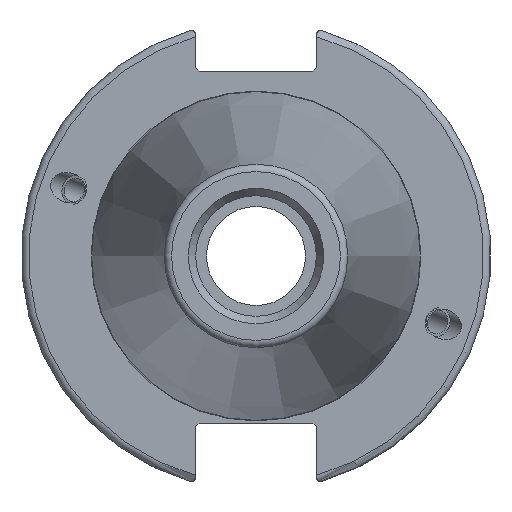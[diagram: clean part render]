
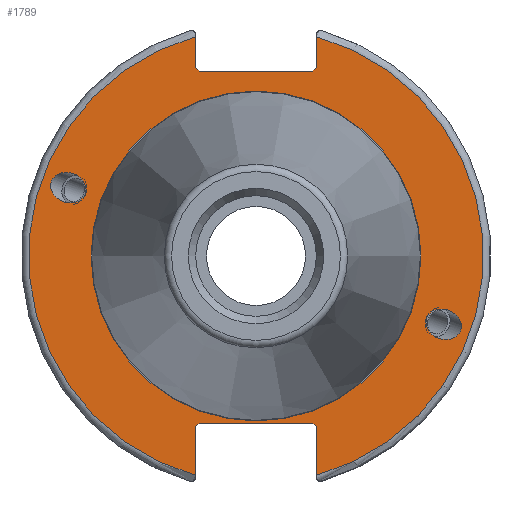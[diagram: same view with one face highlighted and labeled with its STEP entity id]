
A CAD part, left-side view. The second image highlights one B-rep face of the part: STEP entity #1789.
In plain terms, the highlighted planar face has unit normal (-1, 0, 0).
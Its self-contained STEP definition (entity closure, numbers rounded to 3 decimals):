
#39=ELLIPSE('',#1939,2.442,2.);
#48=ELLIPSE('',#1987,2.442,2.);
#60=FACE_BOUND('',#600,.T.);
#61=FACE_BOUND('',#601,.T.);
#62=FACE_BOUND('',#602,.T.);
#128=LINE('',#3328,#219);
#129=LINE('',#3330,#220);
#130=LINE('',#3332,#221);
#131=LINE('',#3334,#222);
#132=LINE('',#3336,#223);
#133=LINE('',#3340,#224);
#134=LINE('',#3342,#225);
#135=LINE('',#3344,#226);
#136=LINE('',#3346,#227);
#137=LINE('',#3347,#228);
#219=VECTOR('',#2408,10.);
#220=VECTOR('',#2409,10.);
#221=VECTOR('',#2410,10.);
#222=VECTOR('',#2411,10.);
#223=VECTOR('',#2412,10.);
#224=VECTOR('',#2415,10.);
#225=VECTOR('',#2416,10.);
#226=VECTOR('',#2417,10.);
#227=VECTOR('',#2418,10.);
#228=VECTOR('',#2419,10.);
#373=CIRCLE('',#1993,22.3);
#374=CIRCLE('',#1994,22.3);
#377=CIRCLE('',#1998,30.75);
#378=CIRCLE('',#1999,30.75);
#426=PLANE('',#1997);
#497=FACE_OUTER_BOUND('',#599,.T.);
#599=EDGE_LOOP('',(#1473,#1474,#1475,#1476,#1477,#1478,#1479,#1480,#1481,
#1482,#1483,#1484));
#600=EDGE_LOOP('',(#1485));
#601=EDGE_LOOP('',(#1486));
#602=EDGE_LOOP('',(#1487,#1488));
#774=VERTEX_POINT('',#3073);
#821=VERTEX_POINT('',#3304);
#825=VERTEX_POINT('',#3315);
#826=VERTEX_POINT('',#3317);
#828=VERTEX_POINT('',#3324);
#829=VERTEX_POINT('',#3325);
#830=VERTEX_POINT('',#3327);
#831=VERTEX_POINT('',#3329);
#832=VERTEX_POINT('',#3331);
#833=VERTEX_POINT('',#3333);
#834=VERTEX_POINT('',#3335);
#835=VERTEX_POINT('',#3337);
#836=VERTEX_POINT('',#3339);
#837=VERTEX_POINT('',#3341);
#838=VERTEX_POINT('',#3343);
#839=VERTEX_POINT('',#3345);
#995=EDGE_CURVE('',#774,#774,#39,.T.);
#1058=EDGE_CURVE('',#821,#821,#48,.T.);
#1063=EDGE_CURVE('',#825,#826,#373,.T.);
#1064=EDGE_CURVE('',#826,#825,#374,.T.);
#1067=EDGE_CURVE('',#828,#829,#377,.T.);
#1068=EDGE_CURVE('',#828,#830,#128,.T.);
#1069=EDGE_CURVE('',#831,#830,#129,.T.);
#1070=EDGE_CURVE('',#831,#832,#130,.T.);
#1071=EDGE_CURVE('',#833,#832,#131,.T.);
#1072=EDGE_CURVE('',#833,#834,#132,.T.);
#1073=EDGE_CURVE('',#835,#834,#378,.T.);
#1074=EDGE_CURVE('',#835,#836,#133,.T.);
#1075=EDGE_CURVE('',#837,#836,#134,.T.);
#1076=EDGE_CURVE('',#837,#838,#135,.T.);
#1077=EDGE_CURVE('',#839,#838,#136,.T.);
#1078=EDGE_CURVE('',#839,#829,#137,.T.);
#1473=ORIENTED_EDGE('',*,*,#1067,.F.);
#1474=ORIENTED_EDGE('',*,*,#1068,.T.);
#1475=ORIENTED_EDGE('',*,*,#1069,.F.);
#1476=ORIENTED_EDGE('',*,*,#1070,.T.);
#1477=ORIENTED_EDGE('',*,*,#1071,.F.);
#1478=ORIENTED_EDGE('',*,*,#1072,.T.);
#1479=ORIENTED_EDGE('',*,*,#1073,.F.);
#1480=ORIENTED_EDGE('',*,*,#1074,.T.);
#1481=ORIENTED_EDGE('',*,*,#1075,.F.);
#1482=ORIENTED_EDGE('',*,*,#1076,.T.);
#1483=ORIENTED_EDGE('',*,*,#1077,.F.);
#1484=ORIENTED_EDGE('',*,*,#1078,.T.);
#1485=ORIENTED_EDGE('',*,*,#995,.T.);
#1486=ORIENTED_EDGE('',*,*,#1058,.T.);
#1487=ORIENTED_EDGE('',*,*,#1064,.F.);
#1488=ORIENTED_EDGE('',*,*,#1063,.F.);
#1789=ADVANCED_FACE('',(#497,#60,#61,#62),#426,.T.);
#1939=AXIS2_PLACEMENT_3D('',#3075,#2270,#2271);
#1987=AXIS2_PLACEMENT_3D('',#3306,#2383,#2384);
#1993=AXIS2_PLACEMENT_3D('',#3318,#2396,#2397);
#1994=AXIS2_PLACEMENT_3D('',#3319,#2398,#2399);
#1997=AXIS2_PLACEMENT_3D('',#3323,#2404,#2405);
#1998=AXIS2_PLACEMENT_3D('',#3326,#2406,#2407);
#1999=AXIS2_PLACEMENT_3D('',#3338,#2413,#2414);
#2270=DIRECTION('center_axis',(1.,0.,0.));
#2271=DIRECTION('ref_axis',(0.,-0.94,-0.342));
#2383=DIRECTION('center_axis',(1.,0.,0.));
#2384=DIRECTION('ref_axis',(0.,0.94,0.342));
#2396=DIRECTION('center_axis',(-1.,0.,0.));
#2397=DIRECTION('ref_axis',(0.,-1.,0.));
#2398=DIRECTION('center_axis',(-1.,0.,0.));
#2399=DIRECTION('ref_axis',(0.,-1.,0.));
#2404=DIRECTION('center_axis',(-1.,0.,0.));
#2405=DIRECTION('ref_axis',(0.,0.,1.));
#2406=DIRECTION('center_axis',(1.,0.,0.));
#2407=DIRECTION('ref_axis',(0.,-1.,0.));
#2408=DIRECTION('',(0.,0.,-1.));
#2409=DIRECTION('',(0.,-0.707,0.707));
#2410=DIRECTION('',(0.,1.,0.));
#2411=DIRECTION('',(0.,-0.707,-0.707));
#2412=DIRECTION('',(0.,0.,1.));
#2413=DIRECTION('center_axis',(1.,0.,0.));
#2414=DIRECTION('ref_axis',(0.,1.,0.));
#2415=DIRECTION('',(0.,0.,1.));
#2416=DIRECTION('',(0.,0.707,-0.707));
#2417=DIRECTION('',(0.,-1.,0.));
#2418=DIRECTION('',(0.,0.707,0.707));
#2419=DIRECTION('',(0.,0.,-1.));
#3073=CARTESIAN_POINT('',(3.175,-23.077,-8.399));
#3075=CARTESIAN_POINT('Origin',(3.175,-25.372,-9.235));
#3304=CARTESIAN_POINT('',(3.175,23.077,8.399));
#3306=CARTESIAN_POINT('Origin',(3.175,25.372,9.235));
#3315=CARTESIAN_POINT('',(3.175,0.,22.3));
#3317=CARTESIAN_POINT('',(3.175,22.3,0.));
#3318=CARTESIAN_POINT('Origin',(3.175,0.,0.));
#3319=CARTESIAN_POINT('Origin',(3.175,0.,0.));
#3323=CARTESIAN_POINT('Origin',(3.175,31.75,0.));
#3324=CARTESIAN_POINT('',(3.175,-8.19,29.639));
#3325=CARTESIAN_POINT('',(3.175,-8.19,-29.639));
#3326=CARTESIAN_POINT('Origin',(3.175,0.,0.));
#3327=CARTESIAN_POINT('',(3.175,-8.19,25.5));
#3328=CARTESIAN_POINT('',(3.175,-8.19,12.5));
#3329=CARTESIAN_POINT('',(3.175,-7.69,25.));
#3330=CARTESIAN_POINT('',(3.175,8.295,9.015));
#3331=CARTESIAN_POINT('',(3.175,7.69,25.));
#3332=CARTESIAN_POINT('',(3.175,15.875,25.));
#3333=CARTESIAN_POINT('',(3.175,8.19,25.5));
#3334=CARTESIAN_POINT('',(3.175,7.58,24.89));
#3335=CARTESIAN_POINT('',(3.175,8.19,29.639));
#3336=CARTESIAN_POINT('',(3.175,8.19,12.5));
#3337=CARTESIAN_POINT('',(3.175,8.19,-29.639));
#3338=CARTESIAN_POINT('Origin',(3.175,0.,0.));
#3339=CARTESIAN_POINT('',(3.175,8.19,-23.1));
#3340=CARTESIAN_POINT('',(3.175,8.19,-11.3));
#3341=CARTESIAN_POINT('',(3.175,7.69,-22.6));
#3342=CARTESIAN_POINT('',(3.175,8.18,-23.09));
#3343=CARTESIAN_POINT('',(3.175,-7.69,-22.6));
#3344=CARTESIAN_POINT('',(3.175,15.875,-22.6));
#3345=CARTESIAN_POINT('',(3.175,-8.19,-23.1));
#3346=CARTESIAN_POINT('',(3.175,7.695,-7.215));
#3347=CARTESIAN_POINT('',(3.175,-8.19,-11.3));
